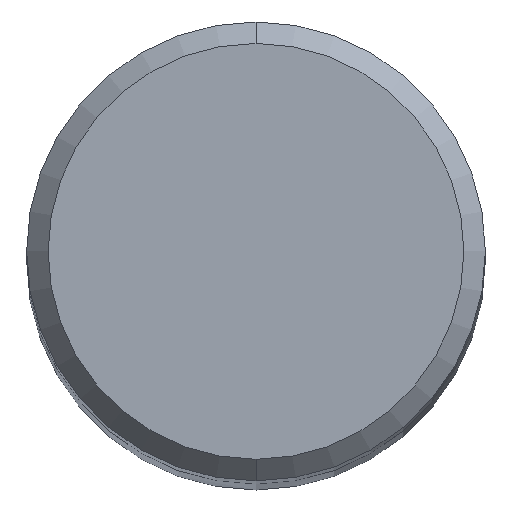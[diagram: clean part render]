
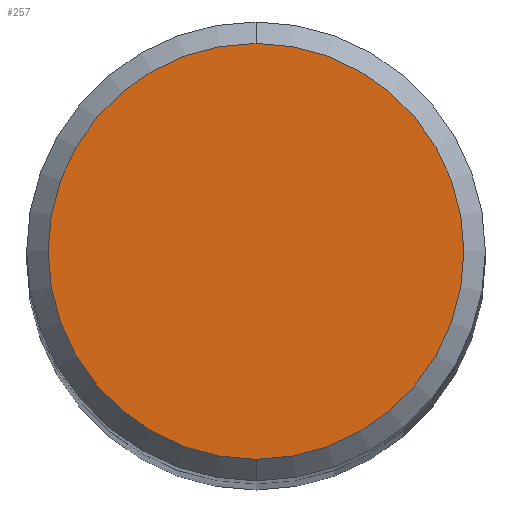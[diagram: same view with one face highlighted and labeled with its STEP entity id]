
A CAD part, top view. The second image highlights one B-rep face of the part: STEP entity #257.
In plain terms, the highlighted planar face has unit normal (0, 0, 1).
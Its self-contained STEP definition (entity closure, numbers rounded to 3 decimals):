
#249=EDGE_CURVE('',#359,#319,#518,.T.);
#257=ADVANCED_FACE('',(#527),#528,.T.);
#319=VERTEX_POINT('',#594);
#339=EDGE_CURVE('',#319,#359,#616,.T.);
#359=VERTEX_POINT('',#638);
#518=CIRCLE('',#933,5.8);
#527=FACE_OUTER_BOUND('',#944,.T.);
#528=PLANE('',#945);
#594=CARTESIAN_POINT('',(0.0,5.8,48.0));
#616=CIRCLE('',#1166,5.8);
#638=CARTESIAN_POINT('',(0.,-5.8,48.0));
#933=AXIS2_PLACEMENT_3D('',#1410,#1411,#1412);
#944=EDGE_LOOP('',(#1421,#1422));
#945=AXIS2_PLACEMENT_3D('',#1423,#1424,#1425);
#1166=AXIS2_PLACEMENT_3D('',#1500,#1501,#1502);
#1410=CARTESIAN_POINT('',(0.0,0.0,48.0));
#1411=DIRECTION('',(0.0,0.0,-1.0));
#1412=DIRECTION('',(0.0,1.0,0.0));
#1421=ORIENTED_EDGE('',*,*,#339,.F.);
#1422=ORIENTED_EDGE('',*,*,#249,.F.);
#1423=CARTESIAN_POINT('',(0.0,2.9,48.0));
#1424=DIRECTION('',(-0.0,0.0,1.0));
#1425=DIRECTION('',(0.0,-1.0,0.0));
#1500=CARTESIAN_POINT('',(0.0,0.0,48.0));
#1501=DIRECTION('',(0.0,0.0,-1.0));
#1502=DIRECTION('',(0.0,1.0,0.0));
